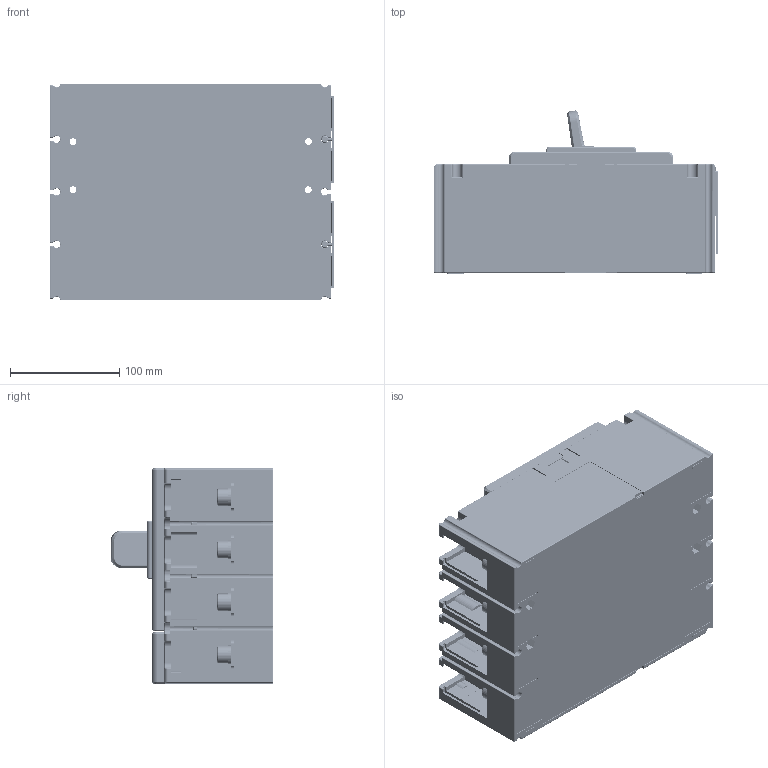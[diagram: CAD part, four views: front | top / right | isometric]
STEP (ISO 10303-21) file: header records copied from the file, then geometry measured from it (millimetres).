
FILE_DESCRIPTION((''),'2;1');
FILE_NAME('CDMNEZ-630H_500_630A__ASM','2024-09-18T',('sijin.li'),(''),'PRO/ENGINEER BY PARAMETRIC TECHNOLOGY CORPORATION, 2015440','PRO/ENGINEER BY PARAMETRIC TECHNOLOGY CORPORATION, 2015440','');
FILE_SCHEMA(('CONFIG_CONTROL_DESIGN'));
Products named in the file (38): JZ-5024047800_5_2; GB_T809-M5X16_1_2; 5024047800_ASM_2_ASM_4_ASM; 8940007800_1_2; MANIFOLD_SOLID_BREP_86574_2; 8551045600_1_ASM_2_ASM; 5551109900_ASM_1_ASM_2_ASM; 8420030100_1_1; 5551118900_ASM_1_ASM_1_ASM; 8585064800_1_1; 5551119000_ASM_1_ASM_1_ASM; 5551119400_ASM_1_ASM_1_ASM; 5225003500_ASM_2_ASM_2_ASM; 8253057400_1_2; 8865077500_AF0_1_2; 8865077600_AF0_1_2; 5253021200_ASM_1_ASM_2_ASM; ZG-5315062300_1_2; GB_T809-M3X8_1_2; 5315062300_ASM_1_ASM_2_ASM; 8253076500_1_2; 8282201200_AF0_1_2; 5315064100_ASM_1_ASM_2_ASM; 8742134600_1_2; 8315095700_1_2; 8315095800_1_2; 7010100305R01_GB_T823_M3X10_1_2; 7090300201_GB_T93_3_1_2; GB_T97_4_3_1_2; 5850007700_ASM_1_ASM_2_ASM; GB_T70_1-M10X25_1_2; GB_T9074_26-10_1_2; GB_T97_4_10_1_2; 5850002600_ASM_1_ASM_2_ASM; 8867005200_2_2; 2259007400_ASM_26_ASM_2_ASM; 8300071200ZHAO; CDMNEZ-630H_500_630A__ASM
Assembly tree (74 placements, depth 6):
  CDMNEZ-630H_500_630A__ASM
    2259007400_ASM_26_ASM_2_ASM
      5225003500_ASM_2_ASM_2_ASM
        5024047800_ASM_2_ASM_4_ASM
          JZ-5024047800_5_2
          GB_T809-M5X16_1_2  x8
        8940007800_1_2  x8
        5551109900_ASM_1_ASM_2_ASM  x4
          8551045600_1_ASM_2_ASM
            MANIFOLD_SOLID_BREP_86574_2
        5551119400_ASM_1_ASM_1_ASM
          5551118900_ASM_1_ASM_1_ASM  x2
            8420030100_1_1
          5551119000_ASM_1_ASM_1_ASM  x2
            8585064800_1_1
      5253021200_ASM_1_ASM_2_ASM
        8253057400_1_2
        8865077500_AF0_1_2
        8865077600_AF0_1_2
      5315064100_ASM_1_ASM_2_ASM
        5315062300_ASM_1_ASM_2_ASM
          ZG-5315062300_1_2
          GB_T809-M3X8_1_2  x6
        8253076500_1_2
        8282201200_AF0_1_2
      8742134600_1_2
      8315095700_1_2
      8315095800_1_2
      5850007700_ASM_1_ASM_2_ASM  x6
        7010100305R01_GB_T823_M3X10_1_2
        7090300201_GB_T93_3_1_2
        GB_T97_4_3_1_2
      5850002600_ASM_1_ASM_2_ASM  x8
        GB_T70_1-M10X25_1_2
        GB_T9074_26-10_1_2
        GB_T97_4_10_1_2
      8867005200_2_2
    8300071200ZHAO  x2
Bounding box: 259.4 x 148.92 x 198.2 mm (x, y, z)
Volume: 5238621.7 mm3; surface area: 792628 mm2
Topology: 85 solids, 154 shells, 7133 faces, 19476 edges, 12691 vertices
Faces by surface type: plane 3957, cylinder 2034, cone 436, torus 409, extrusion 122, bspline 97, sphere 78
Entity records: 183498 total; most frequent: CARTESIAN_POINT 44091, ORIENTED_EDGE 29504, DIRECTION 28381, EDGE_CURVE 14786, VECTOR 10145, LINE 10023, VERTEX_POINT 9715, AXIS2_PLACEMENT_3D 9118
